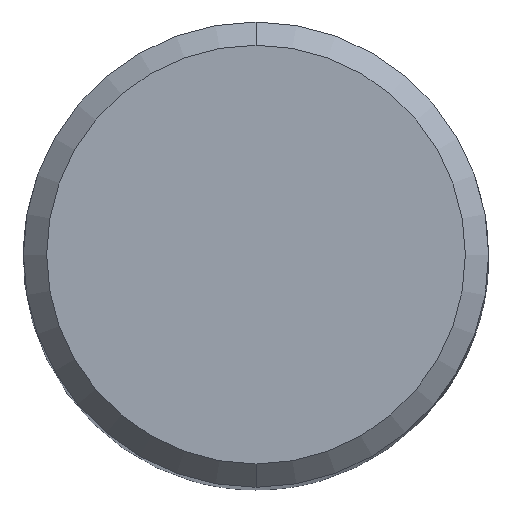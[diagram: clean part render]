
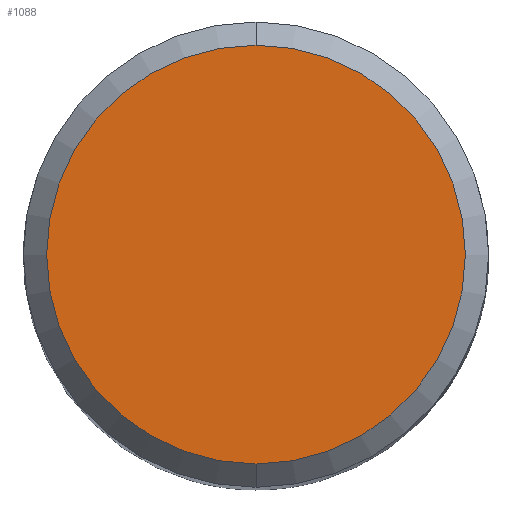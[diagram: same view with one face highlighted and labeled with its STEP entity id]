
A CAD part, top view. The second image highlights one B-rep face of the part: STEP entity #1088.
In plain terms, the highlighted planar face has unit normal (0, 0, 1).
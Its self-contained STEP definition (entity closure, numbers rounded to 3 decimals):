
#472=VERTEX_POINT('',#1239);
#694=EDGE_CURVE('',#472,#876,#1492,.T.);
#876=VERTEX_POINT('',#1686);
#990=EDGE_CURVE('',#876,#472,#1805,.T.);
#1088=ADVANCED_FACE('',(#1911),#1912,.T.);
#1239=CARTESIAN_POINT('',(0.,-7.2,0.0));
#1492=CIRCLE('',#3965,7.2);
#1686=CARTESIAN_POINT('',(0.0,7.2,0.0));
#1805=CIRCLE('',#5620,7.2);
#1911=FACE_OUTER_BOUND('',#5935,.T.);
#1912=PLANE('',#5936);
#3965=AXIS2_PLACEMENT_3D('',#6567,#6568,#6569);
#5620=AXIS2_PLACEMENT_3D('',#6811,#6812,#6813);
#5935=EDGE_LOOP('',(#6905,#6906));
#5936=AXIS2_PLACEMENT_3D('',#6907,#6908,#6909);
#6567=CARTESIAN_POINT('',(0.0,0.0,0.0));
#6568=DIRECTION('',(0.0,0.0,-1.0));
#6569=DIRECTION('',(0.0,1.0,0.0));
#6811=CARTESIAN_POINT('',(0.0,0.0,0.0));
#6812=DIRECTION('',(0.0,0.0,-1.0));
#6813=DIRECTION('',(0.0,1.0,0.0));
#6905=ORIENTED_EDGE('',*,*,#990,.F.);
#6906=ORIENTED_EDGE('',*,*,#694,.F.);
#6907=CARTESIAN_POINT('',(0.0,3.6,0.0));
#6908=DIRECTION('',(-0.0,0.0,1.0));
#6909=DIRECTION('',(0.0,-1.0,0.0));
